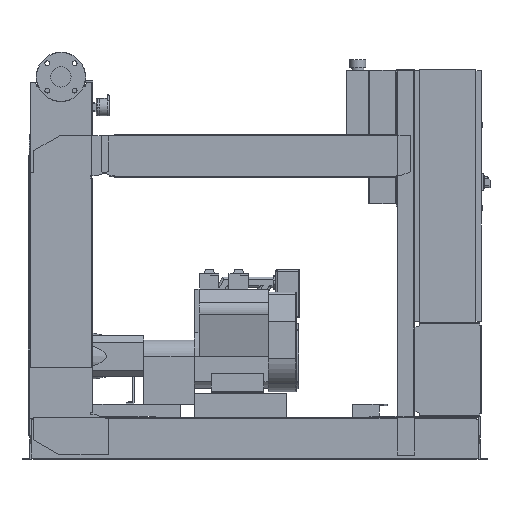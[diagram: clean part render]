
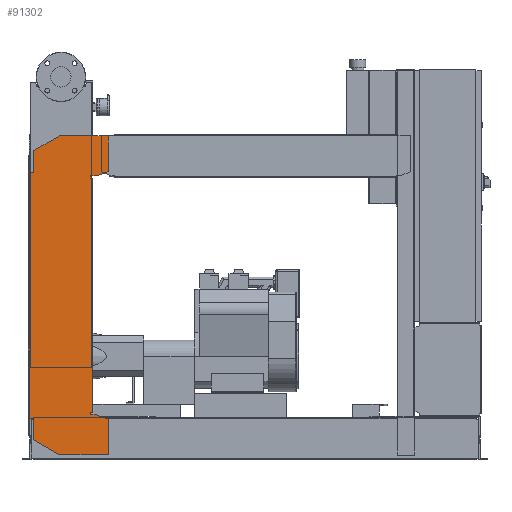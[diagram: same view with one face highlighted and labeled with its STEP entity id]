
A CAD part, front view. The second image highlights one B-rep face of the part: STEP entity #91302.
In plain terms, the highlighted free-form (B-spline) face has degree [1, 1] with [2, 2] control points.
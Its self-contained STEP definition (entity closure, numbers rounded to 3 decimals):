
#90787=CARTESIAN_POINT('',(-102.0,-463.5,1076.0));
#90788=VERTEX_POINT('',#90787);
#90795=CARTESIAN_POINT('',(-102.0,-463.5,1158.574));
#90796=VERTEX_POINT('',#90795);
#90797=CARTESIAN_POINT('',(-102.0,-463.5,1076.0));
#90798=DIRECTION('',(0.0,0.0,1.0));
#90799=VECTOR('',#90798,82.574);
#90800=LINE('',#90797,#90799);
#90801=EDGE_CURVE('',#90788,#90796,#90800,.T.);
#90819=CARTESIAN_POINT('',(-6.,-463.5,1214.0));
#90820=VERTEX_POINT('',#90819);
#90821=CARTESIAN_POINT('',(-102.0,-463.5,1158.574));
#90822=DIRECTION('',(0.866,0.0,0.5));
#90823=VECTOR('',#90822,110.851);
#90824=LINE('',#90821,#90823);
#90825=EDGE_CURVE('',#90796,#90820,#90824,.T.);
#90843=CARTESIAN_POINT('',(177.0,-463.5,1214.0));
#90844=VERTEX_POINT('',#90843);
#90845=CARTESIAN_POINT('',(-6.,-463.5,1214.0));
#90846=DIRECTION('',(1.0,0.0,0.0));
#90847=VECTOR('',#90846,183.0);
#90848=LINE('',#90845,#90847);
#90849=EDGE_CURVE('',#90820,#90844,#90848,.T.);
#90867=CARTESIAN_POINT('',(177.0,-463.5,1080.379));
#90868=VERTEX_POINT('',#90867);
#90869=CARTESIAN_POINT('',(177.0,-463.5,1214.0));
#90870=DIRECTION('',(0.0,0.0,-1.0));
#90871=VECTOR('',#90870,133.621);
#90872=LINE('',#90869,#90871);
#90873=EDGE_CURVE('',#90844,#90868,#90872,.T.);
#90891=CARTESIAN_POINT('',(132.,-463.5,1064.0));
#90892=VERTEX_POINT('',#90891);
#90893=CARTESIAN_POINT('',(177.0,-463.5,1080.379));
#90894=DIRECTION('',(-0.94,0.0,-0.342));
#90895=VECTOR('',#90894,47.888);
#90896=LINE('',#90893,#90895);
#90897=EDGE_CURVE('',#90868,#90892,#90896,.T.);
#90915=CARTESIAN_POINT('',(112.0,-463.5,1064.0));
#90916=VERTEX_POINT('',#90915);
#90917=CARTESIAN_POINT('',(132.,-463.5,1064.0));
#90918=DIRECTION('',(-1.0,0.0,0.0));
#90919=VECTOR('',#90918,20.);
#90920=LINE('',#90917,#90919);
#90921=EDGE_CURVE('',#90892,#90916,#90920,.T.);
#90939=CARTESIAN_POINT('',(112.0,-463.5,1056.0));
#90940=VERTEX_POINT('',#90939);
#90941=CARTESIAN_POINT('',(112.0,-463.5,1064.0));
#90942=DIRECTION('',(0.0,0.0,-1.0));
#90943=VECTOR('',#90942,8.0);
#90944=LINE('',#90941,#90943);
#90945=EDGE_CURVE('',#90916,#90940,#90944,.T.);
#90963=CARTESIAN_POINT('',(120.,-463.5,1056.0));
#90964=VERTEX_POINT('',#90963);
#90965=CARTESIAN_POINT('',(112.0,-463.5,1056.0));
#90966=DIRECTION('',(1.0,0.0,0.0));
#90967=VECTOR('',#90966,8.);
#90968=LINE('',#90965,#90967);
#90969=EDGE_CURVE('',#90940,#90964,#90968,.T.);
#90987=CARTESIAN_POINT('',(120.,-463.5,176.));
#90988=VERTEX_POINT('',#90987);
#90999=CARTESIAN_POINT('',(120.,-463.5,1056.0));
#91000=DIRECTION('',(0.0,0.0,-1.0));
#91001=VECTOR('',#91000,880.);
#91002=LINE('',#90999,#91001);
#91003=EDGE_CURVE('',#90964,#90988,#91002,.T.);
#91017=CARTESIAN_POINT('',(112.,-463.5,176.));
#91018=VERTEX_POINT('',#91017);
#91019=CARTESIAN_POINT('',(120.,-463.5,176.));
#91020=DIRECTION('',(-1.0,0.0,0.0));
#91021=VECTOR('',#91020,8.);
#91022=LINE('',#91019,#91021);
#91023=EDGE_CURVE('',#90988,#91018,#91022,.T.);
#91041=CARTESIAN_POINT('',(112.,-463.5,168.));
#91042=VERTEX_POINT('',#91041);
#91043=CARTESIAN_POINT('',(112.,-463.5,176.));
#91044=DIRECTION('',(0.0,0.0,-1.0));
#91045=VECTOR('',#91044,8.0);
#91046=LINE('',#91043,#91045);
#91047=EDGE_CURVE('',#91018,#91042,#91046,.T.);
#91065=CARTESIAN_POINT('',(132.,-463.5,168.));
#91066=VERTEX_POINT('',#91065);
#91067=CARTESIAN_POINT('',(112.,-463.5,168.));
#91068=DIRECTION('',(1.0,0.0,0.0));
#91069=VECTOR('',#91068,20.0);
#91070=LINE('',#91067,#91069);
#91071=EDGE_CURVE('',#91042,#91066,#91070,.T.);
#91089=CARTESIAN_POINT('',(177.,-463.5,151.621));
#91090=VERTEX_POINT('',#91089);
#91091=CARTESIAN_POINT('',(132.,-463.5,168.));
#91092=DIRECTION('',(0.94,0.0,-0.342));
#91093=VECTOR('',#91092,47.888);
#91094=LINE('',#91091,#91093);
#91095=EDGE_CURVE('',#91066,#91090,#91094,.T.);
#91113=CARTESIAN_POINT('',(177.,-463.5,18.0));
#91114=VERTEX_POINT('',#91113);
#91115=CARTESIAN_POINT('',(177.,-463.5,151.621));
#91116=DIRECTION('',(0.0,0.0,-1.0));
#91117=VECTOR('',#91116,133.621);
#91118=LINE('',#91115,#91117);
#91119=EDGE_CURVE('',#91090,#91114,#91118,.T.);
#91137=CARTESIAN_POINT('',(-4.,-463.5,18.0));
#91138=VERTEX_POINT('',#91137);
#91139=CARTESIAN_POINT('',(177.,-463.5,18.0));
#91140=DIRECTION('',(-1.0,0.0,0.0));
#91141=VECTOR('',#91140,181.);
#91142=LINE('',#91139,#91141);
#91143=EDGE_CURVE('',#91114,#91138,#91142,.T.);
#91161=CARTESIAN_POINT('',(-102.,-463.5,74.58));
#91162=VERTEX_POINT('',#91161);
#91163=CARTESIAN_POINT('',(-4.,-463.5,18.0));
#91164=DIRECTION('',(-0.866,0.,0.5));
#91165=VECTOR('',#91164,113.161);
#91166=LINE('',#91163,#91165);
#91167=EDGE_CURVE('',#91138,#91162,#91166,.T.);
#91185=CARTESIAN_POINT('',(-102.,-463.5,156.0));
#91186=VERTEX_POINT('',#91185);
#91187=CARTESIAN_POINT('',(-102.,-463.5,74.58));
#91188=DIRECTION('',(0.0,0.0,1.0));
#91189=VECTOR('',#91188,81.42);
#91190=LINE('',#91187,#91189);
#91191=EDGE_CURVE('',#91162,#91186,#91190,.T.);
#91209=CARTESIAN_POINT('',(-122.,-463.5,156.0));
#91210=VERTEX_POINT('',#91209);
#91211=CARTESIAN_POINT('',(-102.,-463.5,156.0));
#91212=DIRECTION('',(-1.0,0.0,0.0));
#91213=VECTOR('',#91212,20.0);
#91214=LINE('',#91211,#91213);
#91215=EDGE_CURVE('',#91186,#91210,#91214,.T.);
#91233=CARTESIAN_POINT('',(-122.0,-463.5,1076.0));
#91234=VERTEX_POINT('',#91233);
#91247=CARTESIAN_POINT('',(-122.,-463.5,156.0));
#91248=DIRECTION('',(0.0,0.0,1.0));
#91249=VECTOR('',#91248,920.0);
#91250=LINE('',#91247,#91249);
#91251=EDGE_CURVE('',#91210,#91234,#91250,.T.);
#91265=CARTESIAN_POINT('',(-122.0,-463.5,1076.0));
#91266=DIRECTION('',(1.0,0.0,0.0));
#91267=VECTOR('',#91266,20.0);
#91268=LINE('',#91265,#91267);
#91269=EDGE_CURVE('',#91234,#90788,#91268,.T.);
#91275=CARTESIAN_POINT('',(-122.,-463.5,18.0));
#91276=CARTESIAN_POINT('',(177.0,-463.5,18.0));
#91277=CARTESIAN_POINT('',(-122.,-463.5,1214.0));
#91278=CARTESIAN_POINT('',(177.0,-463.5,1214.0));
#91279=B_SPLINE_SURFACE_WITH_KNOTS('',1,1,((#91275,#91277),(#91276,#91278)),.UNSPECIFIED.,.F.,.F.,.U.,(2,2),(2,2),(0.0,299.),(0.0,1196.0),.UNSPECIFIED.);
#91280=ORIENTED_EDGE('',*,*,#91269,.F.);
#91281=ORIENTED_EDGE('',*,*,#91251,.F.);
#91282=ORIENTED_EDGE('',*,*,#91215,.F.);
#91283=ORIENTED_EDGE('',*,*,#91191,.F.);
#91284=ORIENTED_EDGE('',*,*,#91167,.F.);
#91285=ORIENTED_EDGE('',*,*,#91143,.F.);
#91286=ORIENTED_EDGE('',*,*,#91119,.F.);
#91287=ORIENTED_EDGE('',*,*,#91095,.F.);
#91288=ORIENTED_EDGE('',*,*,#91071,.F.);
#91289=ORIENTED_EDGE('',*,*,#91047,.F.);
#91290=ORIENTED_EDGE('',*,*,#91023,.F.);
#91291=ORIENTED_EDGE('',*,*,#91003,.F.);
#91292=ORIENTED_EDGE('',*,*,#90969,.F.);
#91293=ORIENTED_EDGE('',*,*,#90945,.F.);
#91294=ORIENTED_EDGE('',*,*,#90921,.F.);
#91295=ORIENTED_EDGE('',*,*,#90897,.F.);
#91296=ORIENTED_EDGE('',*,*,#90873,.F.);
#91297=ORIENTED_EDGE('',*,*,#90849,.F.);
#91298=ORIENTED_EDGE('',*,*,#90825,.F.);
#91299=ORIENTED_EDGE('',*,*,#90801,.F.);
#91300=EDGE_LOOP('',(#91280,#91281,#91282,#91283,#91284,#91285,#91286,#91287,#91288,#91289,#91290,#91291,#91292,#91293,#91294,#91295,#91296,#91297,#91298,#91299));
#91301=FACE_OUTER_BOUND('',#91300,.T.);
#91302=ADVANCED_FACE('',(#91301),#91279,.T.);
